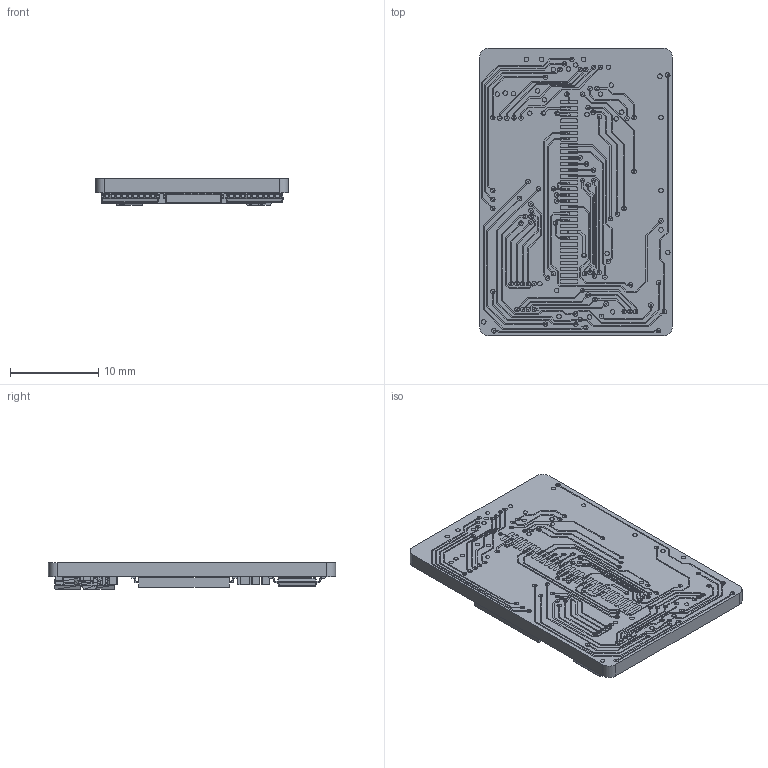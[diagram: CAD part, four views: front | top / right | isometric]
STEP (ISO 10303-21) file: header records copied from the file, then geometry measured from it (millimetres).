
FILE_DESCRIPTION(/* description */ ('PCB Design'),/* implementation_level */ '2;1');
FILE_NAME(/* name */ 'daughter_card-v1_00-0a',/* time_stamp */ '2021-02-22T21:07:12-05:00',/* author */ (''),/* organization */ (''),/* preprocessor_version */ 'ST-DEVELOPER v16',/* originating_system */ 'allegro_17.4S014',/* authorisation */ '');
FILE_SCHEMA (('AUTOMOTIVE_DESIGN { 1 0 10303 214 3 1 1 }'));
Length unit declared in the file: millimetre
Products named in the file (40): DAUGHTER_CARD-V1_00-0A; BOARD_OUTLINE; EXTERNAL COPPER; TOP; PADS_TOP; CIRCLE_50801; RECTROUND_3988.000000_19990.000000_1321.000000_11111; TRACES_TOP; SHAPES_TOP; BOTTOM; PADS_BOTTOM; CIRCLE_50804; RECTROUND_5994.000000_9500.000000_991.000000_11114; RECTROUND_5994.000000_10998.000000_991.000000_11114; RECTROUND_15494.000000_2489.000000_838.000000_11114; RECTROUND_2007.000000_7010.000000_660.000000_11114; RECTROUND_3505.000000_7010.000000_660.000000_11114; RECTROUND_21996.000000_4089.000000_1372.000000_11114; TRACES_BOTTOM; SHAPES_BOTTOM; COMPONENTS; 0603_RES_IPC; 0603_CAP_IPC; SOT23-5; TSSOP20-0_65MM; DF40C-24DP-04V51; TSSOP44-0_8MM; RESC1608X50N_EIA_0603_METRIC_1608_157x085x050; 1; product; BODY-TSSOP; LEAD-TSSOP; PIN1; PW0020A_ASM; DF40C-30DP-0.4Vnew; Assy_leg_TSSOP44; leg_TSSOP44; Part TSSOP44; User Library-TSSOP44
Assembly tree (775 placements, depth 6):
  DAUGHTER_CARD-V1_00-0A
    BOARD_OUTLINE
    EXTERNAL COPPER
      TOP
        PADS_TOP
          CIRCLE_50801  x120
          RECTROUND_3988.000000_19990.000000_1321.000000_11111  x30
        TRACES_TOP
        SHAPES_TOP
      BOTTOM
        PADS_BOTTOM
          CIRCLE_50804  x120
          RECTROUND_5994.000000_9500.000000_991.000000_11114  x24
          RECTROUND_5994.000000_10998.000000_991.000000_11114  x15
          RECTROUND_15494.000000_2489.000000_838.000000_11114  x40
          RECTROUND_2007.000000_7010.000000_660.000000_11114  x48
          RECTROUND_3505.000000_7010.000000_660.000000_11114  x8
          RECTROUND_21996.000000_4089.000000_1372.000000_11114  x44
        TRACES_BOTTOM
        SHAPES_BOTTOM
    COMPONENTS
      0603_RES_IPC  x3
        RESC1608X50N_EIA_0603_METRIC_1608_157x085x050
      0603_CAP_IPC  x9
        1
      SOT23-5  x3
        product
      TSSOP20-0_65MM  x2
        PW0020A_ASM
          BODY-TSSOP
          LEAD-TSSOP  x20
          PIN1
      DF40C-24DP-04V51  x2
        DF40C-30DP-0.4Vnew
      TSSOP44-0_8MM
        User Library-TSSOP44
          Assy_leg_TSSOP44
            leg_TSSOP44  x132
          Assy_leg_TSSOP44
            leg_TSSOP44  x132
          Part TSSOP44
Bounding box: 21.84 x 32.51 x 3.05 mm (x, y, z)
Volume: 321.9 mm3; surface area: 3288.1 mm2
Topology: 348 solids, 1914 shells, 8031 faces, 23328 edges, 17406 vertices
Faces by surface type: plane 5873, cylinder 1942, sphere 184, torus 24, cone 8
Entity records: 57897 total; most frequent: CARTESIAN_POINT 9834, DIRECTION 8024, ORIENTED_EDGE 6636, EDGE_CURVE 4822, VERTEX_POINT 4411, VECTOR 3673, LINE 3673, AXIS2_PLACEMENT_3D 3555
